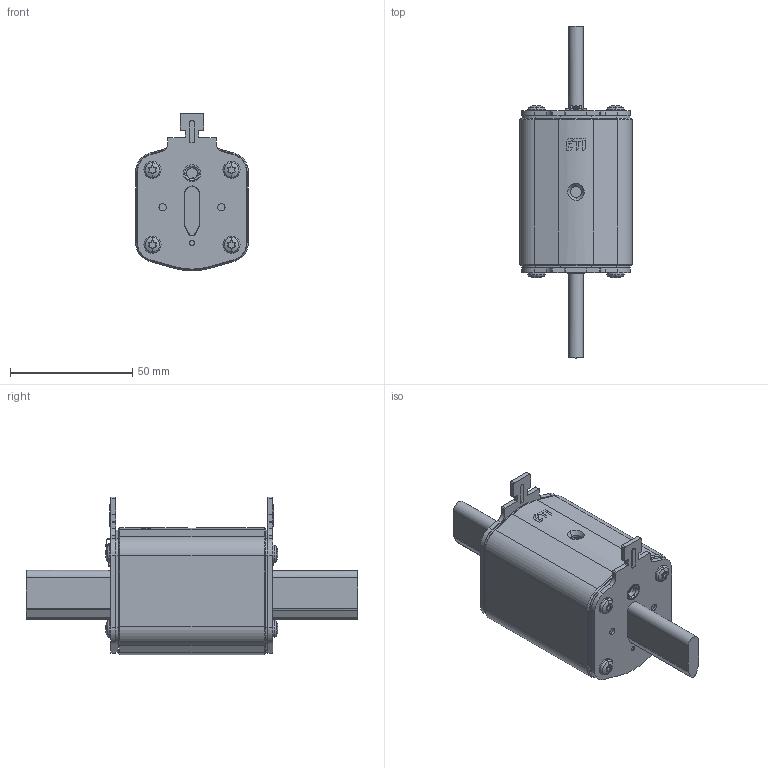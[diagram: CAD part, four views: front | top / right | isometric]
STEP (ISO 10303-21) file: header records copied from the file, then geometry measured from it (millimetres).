
FILE_DESCRIPTION((''),'2;1');
FILE_NAME('NV_1_ETI','2018-01-24T',('matic.bajda'),('Audax d.o.o.'),'CREO PARAMETRIC BY PTC INC, 2016260','CREO PARAMETRIC BY PTC INC, 2016260','');
FILE_SCHEMA(('AUTOMOTIVE_DESIGN { 1 0 10303 214 1 1 1 1 }'));
Length unit declared in the file: millimetre
Products named in the file (1): NV_1_ETI
Bounding box: 46 x 135.6 x 64.48 mm (x, y, z)
Volume: 147491.4 mm3; surface area: 30106.4 mm2
Topology: 1 solids, 36 shells, 1013 faces, 2751 edges, 1778 vertices
Faces by surface type: cylinder 485, plane 388, cone 71, torus 35, bspline 18, sphere 16
Entity records: 38490 total; most frequent: CARTESIAN_POINT 12309, DIRECTION 5603, ORIENTED_EDGE 5358, EDGE_CURVE 2719, AXIS2_PLACEMENT_3D 2124, VERTEX_POINT 1778, VECTOR 1355, LINE 1355
